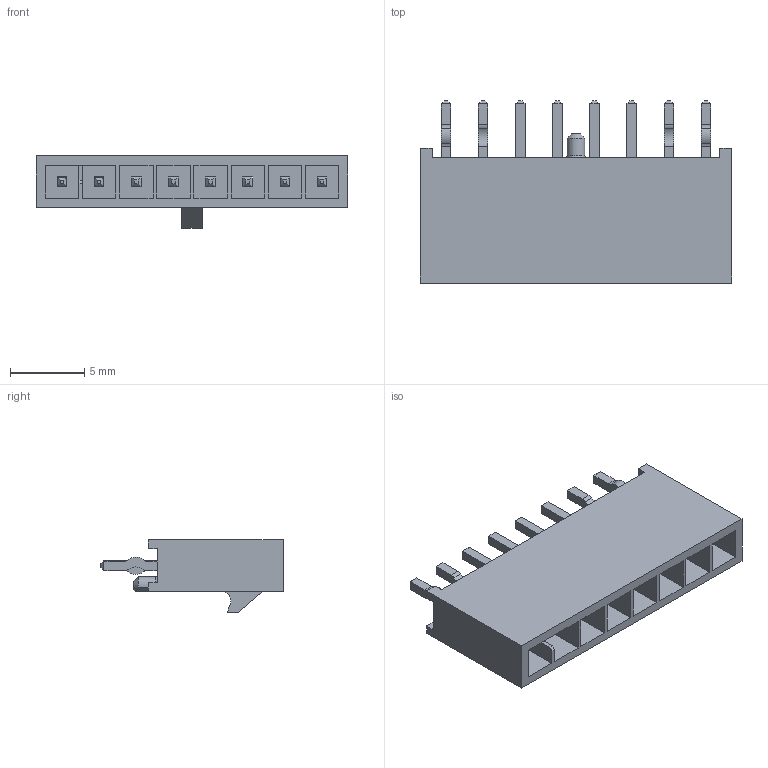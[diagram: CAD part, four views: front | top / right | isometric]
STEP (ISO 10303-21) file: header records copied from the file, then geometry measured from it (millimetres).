
FILE_DESCRIPTION(/* description */ ('Unknown'),/* implementation_level */ '2;1');
FILE_NAME(/* name */ '626008120101',/* time_stamp */ '2023-11-10T11:54:41+01:00',/* author */ ('Unknown'),/* organization */ ('Unknown'),/* preprocessor_version */ 'ST-DEVELOPER v18.102',/* originating_system */ 'Solid Edge',/* authorisation */ 'Unknown');
FILE_SCHEMA (('AUTOMOTIVE_DESIGN {1 0 10303 214 3 1 1}'));
Length unit declared in the file: millimetre
Products named in the file (4): 6260xx120101; 626008120101; 6260xx120101_PIN1; 6260xx120101_PIN2
Assembly tree (9 placements, depth 2):
  6260xx120101
    626008120101
    6260xx120101_PIN1  x4
    6260xx120101_PIN2  x4
Bounding box: 20.94 x 12.26 x 4.88 mm (x, y, z)
Volume: 363 mm3; surface area: 1349 mm2
Topology: 9 solids, 9 shells, 293 faces, 710 edges, 452 vertices
Faces by surface type: plane 265, cylinder 26, cone 1, torus 1
Entity records: 5627 total; most frequent: CARTESIAN_POINT 985, ORIENTED_EDGE 936, DIRECTION 871, EDGE_CURVE 468, LINE 445, VECTOR 445, VERTEX_POINT 307, EDGE_LOOP 219
